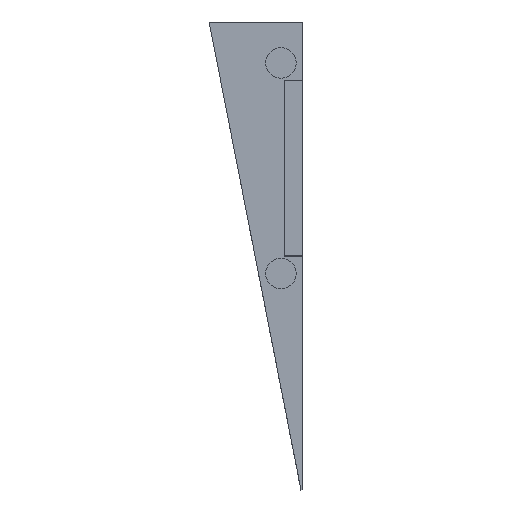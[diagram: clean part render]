
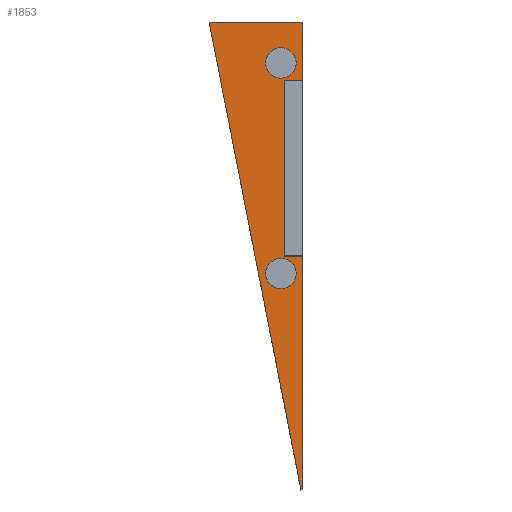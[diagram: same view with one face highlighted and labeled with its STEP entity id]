
A CAD part, left-side view. The second image highlights one B-rep face of the part: STEP entity #1853.
In plain terms, the highlighted planar face has unit normal (-1, 0, 0).
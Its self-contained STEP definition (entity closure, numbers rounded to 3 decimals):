
#75 = CARTESIAN_POINT ( 'NONE',  ( -195.58, 0.4, -101.6 ) ) ;
#76 = VERTEX_POINT ( 'NONE', #6096 ) ;
#162 = CARTESIAN_POINT ( 'NONE',  ( -195.58, 0., -101.6 ) ) ;
#229 = EDGE_CURVE ( 'NONE', #2232, #4328, #5741, .T. ) ;
#392 = EDGE_LOOP ( 'NONE', ( #1066, #1617 ) ) ;
#455 = CARTESIAN_POINT ( 'NONE',  ( -195.58, 0., -101.6 ) ) ;
#492 = FACE_BOUND ( 'NONE', #392, .T. ) ;
#544 = VERTEX_POINT ( 'NONE', #4354 ) ;
#549 = CARTESIAN_POINT ( 'NONE',  ( -195.58, 0., 0. ) ) ;
#572 = CARTESIAN_POINT ( 'NONE',  ( -195.58, 4.762, -54.596 ) ) ;
#603 = CARTESIAN_POINT ( 'NONE',  ( -195.58, 20.32, 0. ) ) ;
#619 = LINE ( 'NONE', #6921, #3962 ) ;
#633 = VERTEX_POINT ( 'NONE', #5771 ) ;
#723 = DIRECTION ( 'NONE',  ( 1., 0., 0. ) ) ;
#911 = EDGE_CURVE ( 'NONE', #2336, #544, #1564, .T. ) ;
#1066 = ORIENTED_EDGE ( 'NONE', *, *, #2808, .T. ) ;
#1288 = LINE ( 'NONE', #162, #6417 ) ;
#1388 = DIRECTION ( 'NONE',  ( 0., 0., -1. ) ) ;
#1391 = ORIENTED_EDGE ( 'NONE', *, *, #6960, .F. ) ;
#1482 = VERTEX_POINT ( 'NONE', #4021 ) ;
#1564 = LINE ( 'NONE', #549, #3700 ) ;
#1617 = ORIENTED_EDGE ( 'NONE', *, *, #229, .T. ) ;
#1734 = VERTEX_POINT ( 'NONE', #455 ) ;
#1815 = LINE ( 'NONE', #5831, #4896 ) ;
#1836 = CARTESIAN_POINT ( 'NONE',  ( -195.58, 4.064, -12.7 ) ) ;
#1853 = ADVANCED_FACE ( 'NONE', ( #2671, #492, #3274 ), #2630, .T. ) ;
#1887 = DIRECTION ( 'NONE',  ( 0., 0., -1. ) ) ;
#1946 = DIRECTION ( 'NONE',  ( 0., 0., -1. ) ) ;
#1989 = CARTESIAN_POINT ( 'NONE',  ( -195.58, 4.762, -57.911 ) ) ;
#2084 = EDGE_CURVE ( 'NONE', #633, #1482, #6821, .T. ) ;
#2187 = DIRECTION ( 'NONE',  ( 0., 0., -1. ) ) ;
#2209 = VECTOR ( 'NONE', #6275, 1000. ) ;
#2232 = VERTEX_POINT ( 'NONE', #6610 ) ;
#2336 = VERTEX_POINT ( 'NONE', #603 ) ;
#2372 = DIRECTION ( 'NONE',  ( 0., -1., 0. ) ) ;
#2414 = EDGE_LOOP ( 'NONE', ( #3593, #1391, #3299, #2897, #4359, #5932, #6012, #6407 ) ) ;
#2470 = DIRECTION ( 'NONE',  ( 1., 0., 0. ) ) ;
#2630 = PLANE ( 'NONE',  #2844 ) ;
#2671 = FACE_OUTER_BOUND ( 'NONE', #2414, .T. ) ;
#2756 = CARTESIAN_POINT ( 'NONE',  ( -195.58, 4.762, -54.596 ) ) ;
#2807 = CARTESIAN_POINT ( 'NONE',  ( -195.58, 20.32, 0. ) ) ;
#2808 = EDGE_CURVE ( 'NONE', #4328, #2232, #5287, .T. ) ;
#2823 = EDGE_CURVE ( 'NONE', #6108, #4221, #619, .T. ) ;
#2844 = AXIS2_PLACEMENT_3D ( 'NONE', #4921, #6685, #6652 ) ;
#2897 = ORIENTED_EDGE ( 'NONE', *, *, #2964, .F. ) ;
#2964 = EDGE_CURVE ( 'NONE', #544, #4325, #1288, .T. ) ;
#2966 = LINE ( 'NONE', #75, #6726 ) ;
#2988 = VECTOR ( 'NONE', #6875, 1000. ) ;
#2994 = DIRECTION ( 'NONE',  ( 0., 0., -1. ) ) ;
#3274 = FACE_BOUND ( 'NONE', #6994, .T. ) ;
#3299 = ORIENTED_EDGE ( 'NONE', *, *, #3303, .F. ) ;
#3303 = EDGE_CURVE ( 'NONE', #4325, #5497, #6306, .T. ) ;
#3473 = EDGE_CURVE ( 'NONE', #1482, #633, #5818, .T. ) ;
#3593 = ORIENTED_EDGE ( 'NONE', *, *, #2823, .F. ) ;
#3677 = CARTESIAN_POINT ( 'NONE',  ( -195.58, 4.763, -8.876 ) ) ;
#3690 = CARTESIAN_POINT ( 'NONE',  ( -195.58, 0., -12.7 ) ) ;
#3700 = VECTOR ( 'NONE', #7349, 1000. ) ;
#3962 = VECTOR ( 'NONE', #2372, 1000. ) ;
#4021 = CARTESIAN_POINT ( 'NONE',  ( -195.58, 4.763, -5.562 ) ) ;
#4034 = LINE ( 'NONE', #4855, #6563 ) ;
#4221 = VERTEX_POINT ( 'NONE', #6477 ) ;
#4325 = VERTEX_POINT ( 'NONE', #3690 ) ;
#4328 = VERTEX_POINT ( 'NONE', #1989 ) ;
#4354 = CARTESIAN_POINT ( 'NONE',  ( -195.58, 0., 0. ) ) ;
#4359 = ORIENTED_EDGE ( 'NONE', *, *, #911, .F. ) ;
#4387 = CARTESIAN_POINT ( 'NONE',  ( -195.58, 4.064, -50.8 ) ) ;
#4551 = AXIS2_PLACEMENT_3D ( 'NONE', #3677, #723, #1946 ) ;
#4628 = CARTESIAN_POINT ( 'NONE',  ( -195.58, 4.064, -12.7 ) ) ;
#4735 = DIRECTION ( 'NONE',  ( 0., 0., -1. ) ) ;
#4746 = EDGE_CURVE ( 'NONE', #1734, #76, #2966, .T. ) ;
#4855 = CARTESIAN_POINT ( 'NONE',  ( -195.58, 4.064, -50.8 ) ) ;
#4896 = VECTOR ( 'NONE', #1887, 1000. ) ;
#4921 = CARTESIAN_POINT ( 'NONE',  ( -195.58, 0., 0. ) ) ;
#5045 = DIRECTION ( 'NONE',  ( 1., 0., 0. ) ) ;
#5145 = ORIENTED_EDGE ( 'NONE', *, *, #3473, .T. ) ;
#5287 = CIRCLE ( 'NONE', #6250, 3.315 ) ;
#5497 = VERTEX_POINT ( 'NONE', #4628 ) ;
#5585 = EDGE_CURVE ( 'NONE', #4221, #1734, #1815, .T. ) ;
#5711 = DIRECTION ( 'NONE',  ( 0., 0., -1. ) ) ;
#5741 = CIRCLE ( 'NONE', #6221, 3.315 ) ;
#5771 = CARTESIAN_POINT ( 'NONE',  ( -195.58, 4.763, -12.191 ) ) ;
#5818 = CIRCLE ( 'NONE', #6783, 3.315 ) ;
#5831 = CARTESIAN_POINT ( 'NONE',  ( -195.58, 0., -101.6 ) ) ;
#5932 = ORIENTED_EDGE ( 'NONE', *, *, #6302, .F. ) ;
#6012 = ORIENTED_EDGE ( 'NONE', *, *, #4746, .F. ) ;
#6096 = CARTESIAN_POINT ( 'NONE',  ( -195.58, 0.4, -101.6 ) ) ;
#6108 = VERTEX_POINT ( 'NONE', #4387 ) ;
#6221 = AXIS2_PLACEMENT_3D ( 'NONE', #572, #6886, #5711 ) ;
#6250 = AXIS2_PLACEMENT_3D ( 'NONE', #2756, #5045, #2187 ) ;
#6275 = DIRECTION ( 'NONE',  ( 0., 1., 0. ) ) ;
#6302 = EDGE_CURVE ( 'NONE', #76, #2336, #6792, .T. ) ;
#6306 = LINE ( 'NONE', #1836, #2209 ) ;
#6407 = ORIENTED_EDGE ( 'NONE', *, *, #5585, .F. ) ;
#6417 = VECTOR ( 'NONE', #4735, 1000. ) ;
#6423 = DIRECTION ( 'NONE',  ( 0., 1., 0. ) ) ;
#6477 = CARTESIAN_POINT ( 'NONE',  ( -195.58, 0., -50.8 ) ) ;
#6563 = VECTOR ( 'NONE', #2994, 1000. ) ;
#6610 = CARTESIAN_POINT ( 'NONE',  ( -195.58, 4.762, -51.282 ) ) ;
#6652 = DIRECTION ( 'NONE',  ( 0., 0., 1. ) ) ;
#6685 = DIRECTION ( 'NONE',  ( -1., 0., 0. ) ) ;
#6726 = VECTOR ( 'NONE', #6423, 1000. ) ;
#6783 = AXIS2_PLACEMENT_3D ( 'NONE', #7065, #2470, #1388 ) ;
#6792 = LINE ( 'NONE', #2807, #2988 ) ;
#6821 = CIRCLE ( 'NONE', #4551, 3.315 ) ;
#6875 = DIRECTION ( 'NONE',  ( 0., 0.192, 0.981 ) ) ;
#6886 = DIRECTION ( 'NONE',  ( 1., 0., 0. ) ) ;
#6921 = CARTESIAN_POINT ( 'NONE',  ( -195.58, 4.064, -50.8 ) ) ;
#6953 = ORIENTED_EDGE ( 'NONE', *, *, #2084, .T. ) ;
#6960 = EDGE_CURVE ( 'NONE', #5497, #6108, #4034, .T. ) ;
#6994 = EDGE_LOOP ( 'NONE', ( #6953, #5145 ) ) ;
#7065 = CARTESIAN_POINT ( 'NONE',  ( -195.58, 4.763, -8.876 ) ) ;
#7349 = DIRECTION ( 'NONE',  ( 0., -1., 0. ) ) ;
